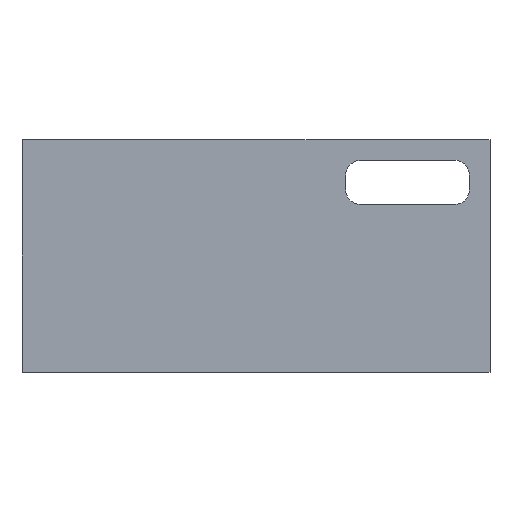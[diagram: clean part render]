
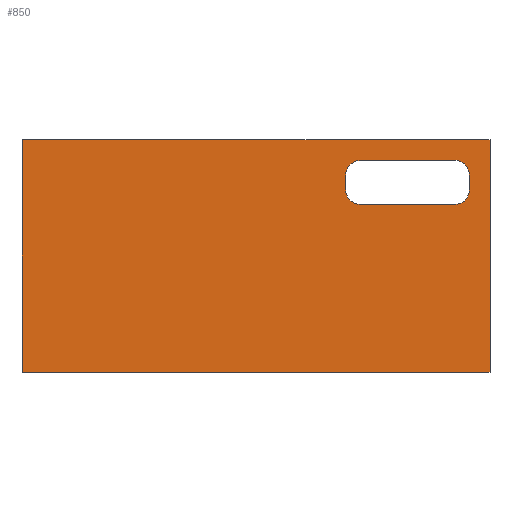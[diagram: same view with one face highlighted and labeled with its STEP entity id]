
A CAD part, front view. The second image highlights one B-rep face of the part: STEP entity #850.
In plain terms, the highlighted planar face has unit normal (0, -1, 0).
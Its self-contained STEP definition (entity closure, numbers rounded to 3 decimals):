
#23=FACE_BOUND('',#151,.T.);
#55=CIRCLE('',#926,5.);
#56=CIRCLE('',#927,5.);
#57=CIRCLE('',#928,5.);
#58=CIRCLE('',#929,5.);
#101=FACE_OUTER_BOUND('',#150,.T.);
#150=EDGE_LOOP('',(#624,#625,#626,#627));
#151=EDGE_LOOP('',(#628,#629,#630,#631,#632,#633,#634,#635));
#217=LINE('',#1318,#297);
#230=LINE('',#1354,#310);
#231=LINE('',#1356,#311);
#232=LINE('',#1357,#312);
#233=LINE('',#1362,#313);
#234=LINE('',#1366,#314);
#235=LINE('',#1370,#315);
#236=LINE('',#1373,#316);
#297=VECTOR('',#1047,10.);
#310=VECTOR('',#1078,10.);
#311=VECTOR('',#1079,10.);
#312=VECTOR('',#1080,10.);
#313=VECTOR('',#1083,10.);
#314=VECTOR('',#1086,10.);
#315=VECTOR('',#1089,10.);
#316=VECTOR('',#1092,10.);
#376=VERTEX_POINT('',#1315);
#377=VERTEX_POINT('',#1317);
#391=VERTEX_POINT('',#1353);
#392=VERTEX_POINT('',#1355);
#393=VERTEX_POINT('',#1358);
#394=VERTEX_POINT('',#1359);
#395=VERTEX_POINT('',#1361);
#396=VERTEX_POINT('',#1363);
#397=VERTEX_POINT('',#1365);
#398=VERTEX_POINT('',#1367);
#399=VERTEX_POINT('',#1369);
#400=VERTEX_POINT('',#1371);
#463=EDGE_CURVE('',#376,#377,#217,.T.);
#482=EDGE_CURVE('',#391,#376,#230,.T.);
#483=EDGE_CURVE('',#392,#391,#231,.T.);
#484=EDGE_CURVE('',#377,#392,#232,.T.);
#485=EDGE_CURVE('',#393,#394,#55,.T.);
#486=EDGE_CURVE('',#395,#393,#233,.T.);
#487=EDGE_CURVE('',#396,#395,#56,.T.);
#488=EDGE_CURVE('',#397,#396,#234,.T.);
#489=EDGE_CURVE('',#398,#397,#57,.T.);
#490=EDGE_CURVE('',#399,#398,#235,.T.);
#491=EDGE_CURVE('',#400,#399,#58,.T.);
#492=EDGE_CURVE('',#394,#400,#236,.T.);
#624=ORIENTED_EDGE('',*,*,#482,.F.);
#625=ORIENTED_EDGE('',*,*,#483,.F.);
#626=ORIENTED_EDGE('',*,*,#484,.F.);
#627=ORIENTED_EDGE('',*,*,#463,.F.);
#628=ORIENTED_EDGE('',*,*,#485,.F.);
#629=ORIENTED_EDGE('',*,*,#486,.F.);
#630=ORIENTED_EDGE('',*,*,#487,.F.);
#631=ORIENTED_EDGE('',*,*,#488,.F.);
#632=ORIENTED_EDGE('',*,*,#489,.F.);
#633=ORIENTED_EDGE('',*,*,#490,.F.);
#634=ORIENTED_EDGE('',*,*,#491,.F.);
#635=ORIENTED_EDGE('',*,*,#492,.F.);
#824=PLANE('',#925);
#850=ADVANCED_FACE('',(#101,#23),#824,.F.);
#925=AXIS2_PLACEMENT_3D('',#1352,#1076,#1077);
#926=AXIS2_PLACEMENT_3D('',#1360,#1081,#1082);
#927=AXIS2_PLACEMENT_3D('',#1364,#1084,#1085);
#928=AXIS2_PLACEMENT_3D('',#1368,#1087,#1088);
#929=AXIS2_PLACEMENT_3D('',#1372,#1090,#1091);
#1047=DIRECTION('',(1.,0.,0.));
#1076=DIRECTION('center_axis',(0.,1.,0.));
#1077=DIRECTION('ref_axis',(0.,0.,1.));
#1078=DIRECTION('',(0.,0.,1.));
#1079=DIRECTION('',(-1.,0.,0.));
#1080=DIRECTION('',(0.,0.,-1.));
#1081=DIRECTION('center_axis',(0.,-1.,0.));
#1082=DIRECTION('ref_axis',(-0.707,0.,-0.707));
#1083=DIRECTION('',(0.,0.,-1.));
#1084=DIRECTION('center_axis',(0.,-1.,0.));
#1085=DIRECTION('ref_axis',(-0.707,0.,0.707));
#1086=DIRECTION('',(-1.,0.,0.));
#1087=DIRECTION('center_axis',(0.,-1.,0.));
#1088=DIRECTION('ref_axis',(0.707,0.,0.707));
#1089=DIRECTION('',(0.,0.,1.));
#1090=DIRECTION('center_axis',(0.,-1.,0.));
#1091=DIRECTION('ref_axis',(0.707,0.,-0.707));
#1092=DIRECTION('',(1.,0.,0.));
#1315=CARTESIAN_POINT('',(1.509,-6.,128.832));
#1317=CARTESIAN_POINT('',(160.509,-6.,128.832));
#1318=CARTESIAN_POINT('',(80.255,-6.,128.832));
#1352=CARTESIAN_POINT('Origin',(0.,-6.,-48.));
#1353=CARTESIAN_POINT('',(1.509,-6.,49.832));
#1354=CARTESIAN_POINT('',(1.509,-6.,40.416));
#1355=CARTESIAN_POINT('',(160.509,-6.,49.832));
#1356=CARTESIAN_POINT('',(0.755,-6.,49.832));
#1357=CARTESIAN_POINT('',(160.509,-6.,0.916));
#1358=CARTESIAN_POINT('',(111.509,-6.,111.832));
#1359=CARTESIAN_POINT('',(116.509,-6.,106.832));
#1360=CARTESIAN_POINT('Origin',(116.509,-6.,111.832));
#1361=CARTESIAN_POINT('',(111.509,-6.,116.832));
#1362=CARTESIAN_POINT('',(111.509,-6.,31.916));
#1363=CARTESIAN_POINT('',(116.509,-6.,121.832));
#1364=CARTESIAN_POINT('Origin',(116.509,-6.,116.832));
#1365=CARTESIAN_POINT('',(148.509,-6.,121.832));
#1366=CARTESIAN_POINT('',(58.255,-6.,121.832));
#1367=CARTESIAN_POINT('',(153.509,-6.,116.832));
#1368=CARTESIAN_POINT('Origin',(148.509,-6.,116.832));
#1369=CARTESIAN_POINT('',(153.509,-6.,111.832));
#1370=CARTESIAN_POINT('',(153.509,-6.,34.416));
#1371=CARTESIAN_POINT('',(148.509,-6.,106.832));
#1372=CARTESIAN_POINT('Origin',(148.509,-6.,111.832));
#1373=CARTESIAN_POINT('',(74.255,-6.,106.832));
